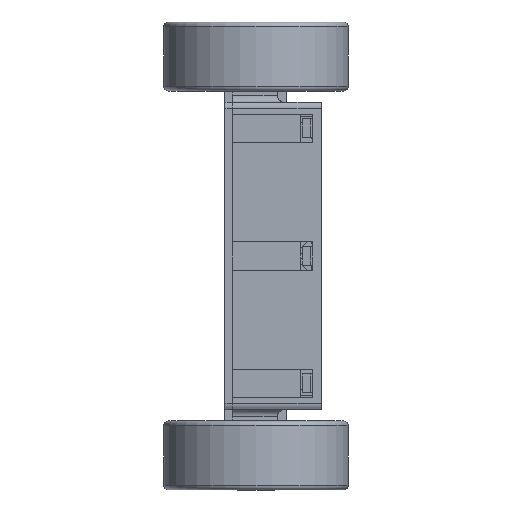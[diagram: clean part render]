
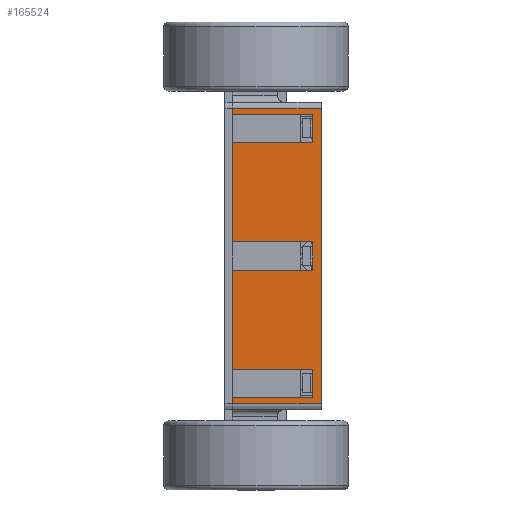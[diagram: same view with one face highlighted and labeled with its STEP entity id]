
A CAD part, left-side view. The second image highlights one B-rep face of the part: STEP entity #165524.
In plain terms, the highlighted planar face has unit normal (-1, 0, 0).
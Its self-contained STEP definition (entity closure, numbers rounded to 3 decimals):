
#2674 = EDGE_CURVE ( 'NONE', #204638, #20559, #195713, .T. ) ;
#4498 = DIRECTION ( 'NONE',  ( 0., 0., -1. ) ) ;
#5484 = ORIENTED_EDGE ( 'NONE', *, *, #131151, .T. ) ;
#7914 = ORIENTED_EDGE ( 'NONE', *, *, #105276, .T. ) ;
#8923 = LINE ( 'NONE', #194321, #98431 ) ;
#9652 = ORIENTED_EDGE ( 'NONE', *, *, #20719, .T. ) ;
#11376 = VECTOR ( 'NONE', #93258, 1000. ) ;
#11602 = CARTESIAN_POINT ( 'NONE',  ( -37.25, 5., 3. ) ) ;
#11745 = EDGE_CURVE ( 'NONE', #208503, #200022, #195517, .T. ) ;
#13963 = EDGE_CURVE ( 'NONE', #200022, #154942, #144690, .T. ) ;
#17458 = ORIENTED_EDGE ( 'NONE', *, *, #189887, .T. ) ;
#18308 = VECTOR ( 'NONE', #65089, 1000. ) ;
#18673 = EDGE_CURVE ( 'NONE', #81106, #74542, #100185, .T. ) ;
#20065 = LINE ( 'NONE', #180964, #99284 ) ;
#20559 = VERTEX_POINT ( 'NONE', #42250 ) ;
#20719 = EDGE_CURVE ( 'NONE', #74542, #204638, #74896, .T. ) ;
#20828 = ORIENTED_EDGE ( 'NONE', *, *, #13963, .T. ) ;
#22865 = DIRECTION ( 'NONE',  ( 0., -1., 0. ) ) ;
#23303 = CARTESIAN_POINT ( 'NONE',  ( -37.25, 5., -30. ) ) ;
#24683 = ORIENTED_EDGE ( 'NONE', *, *, #11745, .T. ) ;
#26962 = CARTESIAN_POINT ( 'NONE',  ( -37.25, -12., -30. ) ) ;
#27463 = EDGE_CURVE ( 'NONE', #170306, #53596, #133216, .T. ) ;
#28870 = VECTOR ( 'NONE', #68666, 1000. ) ;
#29218 = CARTESIAN_POINT ( 'NONE',  ( -37.25, -12., -24. ) ) ;
#29904 = DIRECTION ( 'NONE',  ( 0., 1., 0. ) ) ;
#29939 = DIRECTION ( 'NONE',  ( 0., 0., 1. ) ) ;
#31536 = CARTESIAN_POINT ( 'NONE',  ( -37.25, -12., 3. ) ) ;
#33157 = ORIENTED_EDGE ( 'NONE', *, *, #49603, .T. ) ;
#34121 = CARTESIAN_POINT ( 'NONE',  ( -37.25, 5., 24. ) ) ;
#37625 = CARTESIAN_POINT ( 'NONE',  ( -37.25, -12., 3. ) ) ;
#38726 = CARTESIAN_POINT ( 'NONE',  ( -37.25, -12., 30. ) ) ;
#39390 = EDGE_CURVE ( 'NONE', #184707, #104033, #95697, .T. ) ;
#42250 = CARTESIAN_POINT ( 'NONE',  ( -37.25, -13.8, -31.177 ) ) ;
#44664 = LINE ( 'NONE', #116773, #131356 ) ;
#45711 = CARTESIAN_POINT ( 'NONE',  ( -37.25, 5., 32.5 ) ) ;
#47719 = CARTESIAN_POINT ( 'NONE',  ( -37.25, 5., 3. ) ) ;
#49603 = EDGE_CURVE ( 'NONE', #104033, #104681, #178018, .T. ) ;
#49646 = EDGE_CURVE ( 'NONE', #176153, #81106, #57916, .T. ) ;
#52230 = CARTESIAN_POINT ( 'NONE',  ( -37.25, 5., 24. ) ) ;
#53596 = VERTEX_POINT ( 'NONE', #149465 ) ;
#57916 = LINE ( 'NONE', #29218, #96150 ) ;
#63052 = VECTOR ( 'NONE', #63453, 1000. ) ;
#63453 = DIRECTION ( 'NONE',  ( 0., -1., 0. ) ) ;
#65089 = DIRECTION ( 'NONE',  ( 0., 1., 0. ) ) ;
#66236 = DIRECTION ( 'NONE',  ( 0., 0., -1. ) ) ;
#68666 = DIRECTION ( 'NONE',  ( 0., 0., -1. ) ) ;
#74542 = VERTEX_POINT ( 'NONE', #23303 ) ;
#74896 = LINE ( 'NONE', #134331, #28870 ) ;
#80212 = CARTESIAN_POINT ( 'NONE',  ( -37.25, 5., 31.177 ) ) ;
#80922 = LINE ( 'NONE', #31536, #190970 ) ;
#81106 = VERTEX_POINT ( 'NONE', #26962 ) ;
#81890 = ORIENTED_EDGE ( 'NONE', *, *, #194269, .T. ) ;
#82315 = DIRECTION ( 'NONE',  ( 0., 1., 0. ) ) ;
#86327 = LINE ( 'NONE', #163407, #101646 ) ;
#86368 = ORIENTED_EDGE ( 'NONE', *, *, #39390, .T. ) ;
#92385 = EDGE_CURVE ( 'NONE', #195858, #176153, #86327, .T. ) ;
#93258 = DIRECTION ( 'NONE',  ( 0., 0., -1. ) ) ;
#95697 = LINE ( 'NONE', #34121, #136508 ) ;
#96150 = VECTOR ( 'NONE', #143425, 1000. ) ;
#96919 = CARTESIAN_POINT ( 'NONE',  ( -37.25, -12., 24. ) ) ;
#98431 = VECTOR ( 'NONE', #192199, 1000. ) ;
#99284 = VECTOR ( 'NONE', #4498, 1000. ) ;
#99335 = EDGE_CURVE ( 'NONE', #112814, #184707, #193395, .T. ) ;
#100185 = LINE ( 'NONE', #154571, #141212 ) ;
#100236 = CARTESIAN_POINT ( 'NONE',  ( -37.25, 5., -24. ) ) ;
#101646 = VECTOR ( 'NONE', #115486, 1000. ) ;
#104033 = VERTEX_POINT ( 'NONE', #11602 ) ;
#104494 = LINE ( 'NONE', #80212, #165840 ) ;
#104681 = VERTEX_POINT ( 'NONE', #37625 ) ;
#105276 = EDGE_CURVE ( 'NONE', #154942, #112814, #44664, .T. ) ;
#105941 = DIRECTION ( 'NONE',  ( 0., 1., 0. ) ) ;
#108818 = VECTOR ( 'NONE', #22865, 1000. ) ;
#111285 = ORIENTED_EDGE ( 'NONE', *, *, #130446, .T. ) ;
#112814 = VERTEX_POINT ( 'NONE', #199729 ) ;
#115486 = DIRECTION ( 'NONE',  ( 0., -1., 0. ) ) ;
#115719 = CARTESIAN_POINT ( 'NONE',  ( -37.25, -12., -3. ) ) ;
#116773 = CARTESIAN_POINT ( 'NONE',  ( -37.25, -12., 30. ) ) ;
#122021 = CARTESIAN_POINT ( 'NONE',  ( -37.25, 5., 30. ) ) ;
#122376 = FACE_OUTER_BOUND ( 'NONE', #183451, .T. ) ;
#124826 = ORIENTED_EDGE ( 'NONE', *, *, #49646, .T. ) ;
#130067 = ORIENTED_EDGE ( 'NONE', *, *, #27463, .T. ) ;
#130446 = EDGE_CURVE ( 'NONE', #171497, #208503, #104494, .T. ) ;
#131151 = EDGE_CURVE ( 'NONE', #20559, #171497, #8923, .T. ) ;
#131265 = CARTESIAN_POINT ( 'NONE',  ( -37.25, -13.8, 31.177 ) ) ;
#131356 = VECTOR ( 'NONE', #196990, 1000. ) ;
#131975 = ORIENTED_EDGE ( 'NONE', *, *, #99335, .T. ) ;
#133216 = LINE ( 'NONE', #115719, #18308 ) ;
#134331 = CARTESIAN_POINT ( 'NONE',  ( -37.25, 5., -30. ) ) ;
#136508 = VECTOR ( 'NONE', #66236, 1000. ) ;
#141212 = VECTOR ( 'NONE', #105941, 1000. ) ;
#143425 = DIRECTION ( 'NONE',  ( 0., 0., -1. ) ) ;
#144651 = VECTOR ( 'NONE', #29904, 1000. ) ;
#144690 = LINE ( 'NONE', #122021, #108818 ) ;
#149465 = CARTESIAN_POINT ( 'NONE',  ( -37.25, 5., -3. ) ) ;
#152736 = CARTESIAN_POINT ( 'NONE',  ( -37.25, 5., 31.177 ) ) ;
#154571 = CARTESIAN_POINT ( 'NONE',  ( -37.25, -12., -30. ) ) ;
#154942 = VERTEX_POINT ( 'NONE', #38726 ) ;
#158288 = CARTESIAN_POINT ( 'NONE',  ( -37.25, 5., 32.5 ) ) ;
#159203 = DIRECTION ( 'NONE',  ( -1., 0., 0. ) ) ;
#163407 = CARTESIAN_POINT ( 'NONE',  ( -37.25, 5., -24. ) ) ;
#165524 = ADVANCED_FACE ( 'NONE', ( #122376 ), #207875, .T. ) ;
#165840 = VECTOR ( 'NONE', #82315, 1000. ) ;
#167898 = ORIENTED_EDGE ( 'NONE', *, *, #92385, .T. ) ;
#170306 = VERTEX_POINT ( 'NONE', #180902 ) ;
#171497 = VERTEX_POINT ( 'NONE', #131265 ) ;
#176153 = VERTEX_POINT ( 'NONE', #197336 ) ;
#177036 = CARTESIAN_POINT ( 'NONE',  ( -37.25, -13.8, -31.177 ) ) ;
#178018 = LINE ( 'NONE', #47719, #63052 ) ;
#180902 = CARTESIAN_POINT ( 'NONE',  ( -37.25, -12., -3. ) ) ;
#180964 = CARTESIAN_POINT ( 'NONE',  ( -37.25, 5., -3. ) ) ;
#182056 = CARTESIAN_POINT ( 'NONE',  ( -37.25, 5., -31.177 ) ) ;
#183451 = EDGE_LOOP ( 'NONE', ( #9652, #185477, #5484, #111285, #24683, #20828, #7914, #131975, #86368, #33157, #81890, #130067, #17458, #167898, #124826, #189141 ) ) ;
#184707 = VERTEX_POINT ( 'NONE', #52230 ) ;
#185477 = ORIENTED_EDGE ( 'NONE', *, *, #2674, .T. ) ;
#189141 = ORIENTED_EDGE ( 'NONE', *, *, #18673, .T. ) ;
#189887 = EDGE_CURVE ( 'NONE', #53596, #195858, #20065, .T. ) ;
#190970 = VECTOR ( 'NONE', #197267, 1000. ) ;
#192199 = DIRECTION ( 'NONE',  ( 0., 0., 1. ) ) ;
#193395 = LINE ( 'NONE', #96919, #144651 ) ;
#194269 = EDGE_CURVE ( 'NONE', #104681, #170306, #80922, .T. ) ;
#194321 = CARTESIAN_POINT ( 'NONE',  ( -37.25, -13.8, -32.5 ) ) ;
#194664 = AXIS2_PLACEMENT_3D ( 'NONE', #45711, #159203, #29939 ) ;
#195517 = LINE ( 'NONE', #158288, #11376 ) ;
#195713 = LINE ( 'NONE', #177036, #211020 ) ;
#195858 = VERTEX_POINT ( 'NONE', #100236 ) ;
#196990 = DIRECTION ( 'NONE',  ( 0., 0., -1. ) ) ;
#197267 = DIRECTION ( 'NONE',  ( 0., 0., -1. ) ) ;
#197336 = CARTESIAN_POINT ( 'NONE',  ( -37.25, -12., -24. ) ) ;
#197982 = CARTESIAN_POINT ( 'NONE',  ( -37.25, 5., 30. ) ) ;
#199729 = CARTESIAN_POINT ( 'NONE',  ( -37.25, -12., 24. ) ) ;
#200022 = VERTEX_POINT ( 'NONE', #197982 ) ;
#204638 = VERTEX_POINT ( 'NONE', #182056 ) ;
#207875 = PLANE ( 'NONE',  #194664 ) ;
#208503 = VERTEX_POINT ( 'NONE', #152736 ) ;
#209948 = DIRECTION ( 'NONE',  ( 0., -1., 0. ) ) ;
#211020 = VECTOR ( 'NONE', #209948, 1000. ) ;
